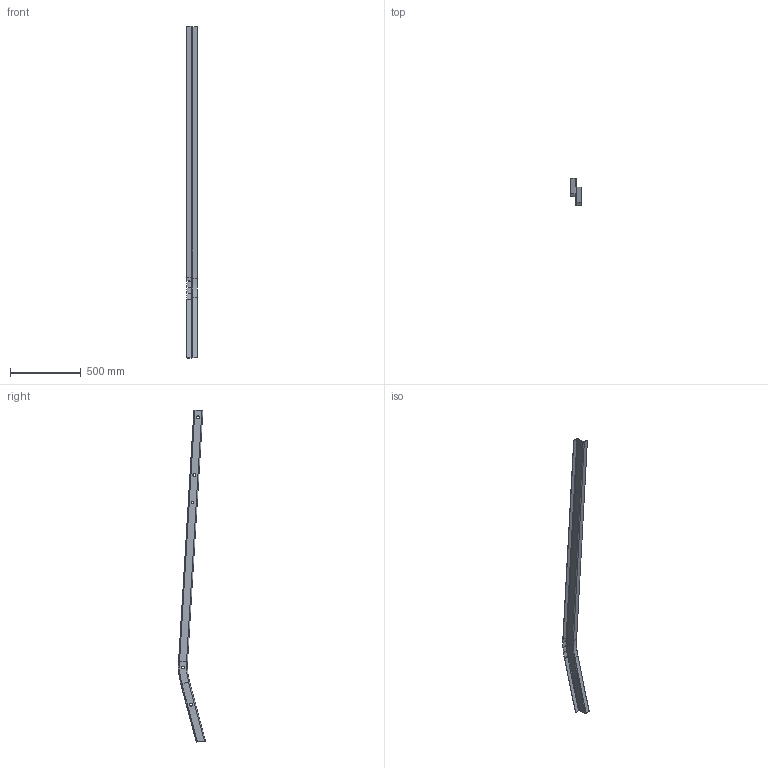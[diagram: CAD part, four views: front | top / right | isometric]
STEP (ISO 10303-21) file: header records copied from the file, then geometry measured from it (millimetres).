
FILE_DESCRIPTION(('CATIA V5 STEP Exchange'),'2;1');
FILE_NAME('AA00001149605_CO_POST ZEE - SH.stp','2017-07-26T13:51:07+00:00',('none'),('none'),'CATIA Version 5 Release 19 SP 9 (IN-10)','CATIA V5 STEP AP203','none');
FILE_SCHEMA(('CONFIG_CONTROL_DESIGN'));
Length unit declared in the file: millimetre
Products named in the file (1): AA00001149605
Assembly tree (1 placements, depth 2):
  AA00001149605
    #58
Bounding box: 74 x 192.02 x 2343.43 mm (x, y, z)
Volume: 611599.5 mm3; surface area: 622546.4 mm2
Topology: 1 solids, 1 shells, 102 faces, 254 edges, 154 vertices
Faces by surface type: cylinder 39, plane 34, bspline 24, torus 4, extrusion 1
Entity records: 3548 total; most frequent: CARTESIAN_POINT 1368, ORIENTED_EDGE 508, DIRECTION 298, EDGE_CURVE 254, VERTEX_POINT 154, AXIS2_PLACEMENT_3D 135, EDGE_LOOP 112, ADVANCED_FACE 102
